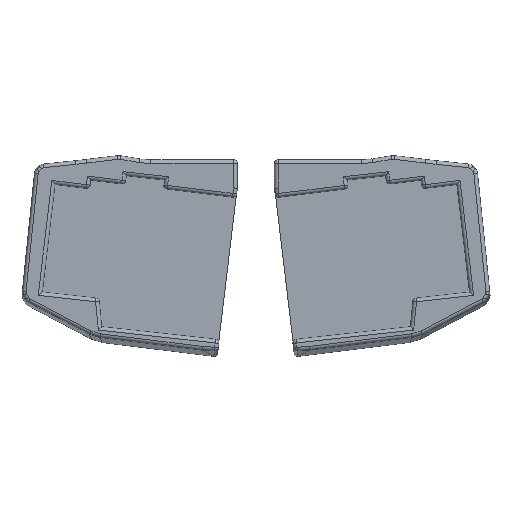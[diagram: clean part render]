
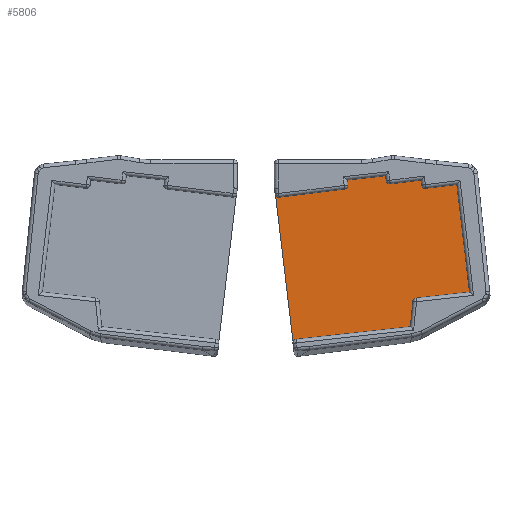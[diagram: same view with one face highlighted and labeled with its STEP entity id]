
A CAD part, top view. The second image highlights one B-rep face of the part: STEP entity #5806.
In plain terms, the highlighted planar face has unit normal (0, 0, 1).
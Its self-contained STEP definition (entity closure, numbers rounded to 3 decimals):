
#95=FACE_BOUND('',#1007,.T.);
#96=FACE_BOUND('',#1008,.T.);
#97=FACE_BOUND('',#1009,.T.);
#98=FACE_BOUND('',#1010,.T.);
#302=PLANE('',#6342);
#646=FACE_OUTER_BOUND('',#1006,.T.);
#1006=EDGE_LOOP('',(#5333,#5334,#5335,#5336,#5337,#5338,#5339,#5340,#5341,
#5342,#5343,#5344,#5345,#5346,#5347,#5348,#5349,#5350,#5351,#5352,#5353,
#5354,#5355,#5356));
#1007=EDGE_LOOP('',(#5357));
#1008=EDGE_LOOP('',(#5358));
#1009=EDGE_LOOP('',(#5359));
#1010=EDGE_LOOP('',(#5360));
#1571=LINE('',#9939,#2129);
#1577=LINE('',#9959,#2135);
#1580=LINE('',#9965,#2138);
#1585=LINE('',#9974,#2143);
#1586=LINE('',#9978,#2144);
#1592=LINE('',#9998,#2150);
#1595=LINE('',#10004,#2153);
#1600=LINE('',#10013,#2158);
#1601=LINE('',#10017,#2159);
#1607=LINE('',#10037,#2165);
#1610=LINE('',#10043,#2168);
#1614=LINE('',#10049,#2172);
#1615=LINE('',#10053,#2173);
#1621=LINE('',#10073,#2179);
#1624=LINE('',#10079,#2182);
#1629=LINE('',#10088,#2187);
#1631=LINE('',#10091,#2189);
#1633=LINE('',#10096,#2191);
#1636=LINE('',#10100,#2194);
#1638=LINE('',#10103,#2196);
#2129=VECTOR('',#7784,10.);
#2135=VECTOR('',#7804,10.);
#2138=VECTOR('',#7809,10.);
#2143=VECTOR('',#7816,10.);
#2144=VECTOR('',#7819,10.);
#2150=VECTOR('',#7839,10.);
#2153=VECTOR('',#7844,10.);
#2158=VECTOR('',#7851,10.);
#2159=VECTOR('',#7854,10.);
#2165=VECTOR('',#7874,10.);
#2168=VECTOR('',#7879,10.);
#2172=VECTOR('',#7885,10.);
#2173=VECTOR('',#7888,10.);
#2179=VECTOR('',#7908,10.);
#2182=VECTOR('',#7913,10.);
#2187=VECTOR('',#7920,10.);
#2189=VECTOR('',#7924,10.);
#2191=VECTOR('',#7928,10.);
#2194=VECTOR('',#7933,10.);
#2196=VECTOR('',#7937,10.);
#2333=CIRCLE('',#6299,1.736);
#2336=CIRCLE('',#6303,0.736);
#2337=CIRCLE('',#6309,1.736);
#2340=CIRCLE('',#6313,0.736);
#2341=CIRCLE('',#6319,1.736);
#2344=CIRCLE('',#6323,0.736);
#2345=CIRCLE('',#6329,1.736);
#2348=CIRCLE('',#6333,0.736);
#2821=VERTEX_POINT('',#9937);
#2822=VERTEX_POINT('',#9938);
#2825=VERTEX_POINT('',#9946);
#2828=VERTEX_POINT('',#9954);
#2829=VERTEX_POINT('',#9958);
#2831=VERTEX_POINT('',#9964);
#2834=VERTEX_POINT('',#9972);
#2835=VERTEX_POINT('',#9976);
#2836=VERTEX_POINT('',#9977);
#2839=VERTEX_POINT('',#9985);
#2842=VERTEX_POINT('',#9993);
#2843=VERTEX_POINT('',#9997);
#2845=VERTEX_POINT('',#10003);
#2848=VERTEX_POINT('',#10011);
#2849=VERTEX_POINT('',#10015);
#2850=VERTEX_POINT('',#10016);
#2853=VERTEX_POINT('',#10024);
#2856=VERTEX_POINT('',#10032);
#2857=VERTEX_POINT('',#10036);
#2859=VERTEX_POINT('',#10042);
#2861=VERTEX_POINT('',#10051);
#2862=VERTEX_POINT('',#10052);
#2865=VERTEX_POINT('',#10060);
#2868=VERTEX_POINT('',#10068);
#2869=VERTEX_POINT('',#10072);
#2871=VERTEX_POINT('',#10078);
#2874=VERTEX_POINT('',#10086);
#2876=VERTEX_POINT('',#10095);
#3621=EDGE_CURVE('',#2821,#2822,#1571,.T.);
#3625=EDGE_CURVE('',#2822,#2825,#2333,.T.);
#3630=EDGE_CURVE('',#2828,#2828,#2336,.T.);
#3631=EDGE_CURVE('',#2825,#2829,#1577,.T.);
#3634=EDGE_CURVE('',#2831,#2829,#1580,.T.);
#3639=EDGE_CURVE('',#2821,#2834,#1585,.T.);
#3640=EDGE_CURVE('',#2835,#2836,#1586,.T.);
#3644=EDGE_CURVE('',#2836,#2839,#2337,.T.);
#3649=EDGE_CURVE('',#2842,#2842,#2340,.T.);
#3650=EDGE_CURVE('',#2839,#2843,#1592,.T.);
#3653=EDGE_CURVE('',#2845,#2843,#1595,.T.);
#3658=EDGE_CURVE('',#2835,#2848,#1600,.T.);
#3659=EDGE_CURVE('',#2849,#2850,#1601,.T.);
#3663=EDGE_CURVE('',#2850,#2853,#2341,.T.);
#3668=EDGE_CURVE('',#2856,#2856,#2344,.T.);
#3669=EDGE_CURVE('',#2853,#2857,#1607,.T.);
#3672=EDGE_CURVE('',#2859,#2857,#1610,.T.);
#3676=EDGE_CURVE('',#2849,#2831,#1614,.T.);
#3677=EDGE_CURVE('',#2861,#2862,#1615,.T.);
#3681=EDGE_CURVE('',#2862,#2865,#2345,.T.);
#3686=EDGE_CURVE('',#2868,#2868,#2348,.T.);
#3687=EDGE_CURVE('',#2865,#2869,#1621,.T.);
#3690=EDGE_CURVE('',#2871,#2869,#1624,.T.);
#3695=EDGE_CURVE('',#2861,#2874,#1629,.T.);
#3697=EDGE_CURVE('',#2848,#2871,#1631,.T.);
#3699=EDGE_CURVE('',#2876,#2845,#1633,.T.);
#3702=EDGE_CURVE('',#2834,#2876,#1636,.T.);
#3704=EDGE_CURVE('',#2874,#2859,#1638,.T.);
#5333=ORIENTED_EDGE('',*,*,#3704,.T.);
#5334=ORIENTED_EDGE('',*,*,#3672,.T.);
#5335=ORIENTED_EDGE('',*,*,#3669,.F.);
#5336=ORIENTED_EDGE('',*,*,#3663,.F.);
#5337=ORIENTED_EDGE('',*,*,#3659,.F.);
#5338=ORIENTED_EDGE('',*,*,#3676,.T.);
#5339=ORIENTED_EDGE('',*,*,#3634,.T.);
#5340=ORIENTED_EDGE('',*,*,#3631,.F.);
#5341=ORIENTED_EDGE('',*,*,#3625,.F.);
#5342=ORIENTED_EDGE('',*,*,#3621,.F.);
#5343=ORIENTED_EDGE('',*,*,#3639,.T.);
#5344=ORIENTED_EDGE('',*,*,#3702,.T.);
#5345=ORIENTED_EDGE('',*,*,#3699,.T.);
#5346=ORIENTED_EDGE('',*,*,#3653,.T.);
#5347=ORIENTED_EDGE('',*,*,#3650,.F.);
#5348=ORIENTED_EDGE('',*,*,#3644,.F.);
#5349=ORIENTED_EDGE('',*,*,#3640,.F.);
#5350=ORIENTED_EDGE('',*,*,#3658,.T.);
#5351=ORIENTED_EDGE('',*,*,#3697,.T.);
#5352=ORIENTED_EDGE('',*,*,#3690,.T.);
#5353=ORIENTED_EDGE('',*,*,#3687,.F.);
#5354=ORIENTED_EDGE('',*,*,#3681,.F.);
#5355=ORIENTED_EDGE('',*,*,#3677,.F.);
#5356=ORIENTED_EDGE('',*,*,#3695,.T.);
#5357=ORIENTED_EDGE('',*,*,#3630,.F.);
#5358=ORIENTED_EDGE('',*,*,#3649,.F.);
#5359=ORIENTED_EDGE('',*,*,#3668,.F.);
#5360=ORIENTED_EDGE('',*,*,#3686,.F.);
#5806=ADVANCED_FACE('',(#646,#95,#96,#97,#98),#302,.T.);
#6299=AXIS2_PLACEMENT_3D('',#9947,#7790,#7791);
#6303=AXIS2_PLACEMENT_3D('',#9956,#7800,#7801);
#6309=AXIS2_PLACEMENT_3D('',#9986,#7825,#7826);
#6313=AXIS2_PLACEMENT_3D('',#9995,#7835,#7836);
#6319=AXIS2_PLACEMENT_3D('',#10025,#7860,#7861);
#6323=AXIS2_PLACEMENT_3D('',#10034,#7870,#7871);
#6329=AXIS2_PLACEMENT_3D('',#10061,#7894,#7895);
#6333=AXIS2_PLACEMENT_3D('',#10070,#7904,#7905);
#6342=AXIS2_PLACEMENT_3D('',#10105,#7940,#7941);
#7784=DIRECTION('',(0.,1.,0.));
#7790=DIRECTION('center_axis',(0.,0.,-1.));
#7791=DIRECTION('ref_axis',(1.,0.,0.));
#7800=DIRECTION('center_axis',(0.,0.,1.));
#7801=DIRECTION('ref_axis',(1.,0.,0.));
#7804=DIRECTION('',(0.,-1.,0.));
#7809=DIRECTION('',(-1.,0.,0.));
#7816=DIRECTION('',(-1.,0.,0.));
#7819=DIRECTION('',(0.,-1.,0.));
#7825=DIRECTION('center_axis',(0.,0.,-1.));
#7826=DIRECTION('ref_axis',(1.,0.,0.));
#7835=DIRECTION('center_axis',(0.,0.,1.));
#7836=DIRECTION('ref_axis',(1.,0.,0.));
#7839=DIRECTION('',(0.,1.,0.));
#7844=DIRECTION('',(1.,0.,0.));
#7851=DIRECTION('',(1.,0.,0.));
#7854=DIRECTION('',(0.,1.,0.));
#7860=DIRECTION('center_axis',(0.,0.,-1.));
#7861=DIRECTION('ref_axis',(1.,0.,0.));
#7870=DIRECTION('center_axis',(0.,0.,1.));
#7871=DIRECTION('ref_axis',(1.,0.,0.));
#7874=DIRECTION('',(0.,-1.,0.));
#7879=DIRECTION('',(-0.999,0.038,0.));
#7885=DIRECTION('',(-0.999,0.038,0.));
#7888=DIRECTION('',(0.525,-0.851,0.));
#7894=DIRECTION('center_axis',(0.,0.,-1.));
#7895=DIRECTION('ref_axis',(1.,0.,0.));
#7904=DIRECTION('center_axis',(0.,0.,1.));
#7905=DIRECTION('ref_axis',(1.,0.,0.));
#7908=DIRECTION('',(-0.525,0.851,0.));
#7913=DIRECTION('',(0.851,0.525,0.));
#7920=DIRECTION('',(0.851,0.525,0.));
#7924=DIRECTION('',(0.99,0.139,0.));
#7928=DIRECTION('',(0.119,-0.993,0.));
#7933=DIRECTION('',(0.,-1.,0.));
#7937=DIRECTION('',(-0.135,0.991,0.));
#7940=DIRECTION('center_axis',(0.,0.,1.));
#7941=DIRECTION('ref_axis',(1.,0.,0.));
#9937=CARTESIAN_POINT('',(139.803,-7.343,-3.951));
#9938=CARTESIAN_POINT('',(139.803,-5.716,-3.951));
#9939=CARTESIAN_POINT('',(139.803,-29.897,-3.951));
#9946=CARTESIAN_POINT('',(143.274,-5.716,-3.951));
#9947=CARTESIAN_POINT('Origin',(141.539,-5.716,-3.951));
#9954=CARTESIAN_POINT('',(140.803,-5.716,-3.951));
#9956=CARTESIAN_POINT('Origin',(141.539,-5.716,-3.951));
#9958=CARTESIAN_POINT('',(143.274,-7.343,-3.951));
#9959=CARTESIAN_POINT('',(143.274,-30.71,-3.951));
#9964=CARTESIAN_POINT('',(183.024,-7.343,-3.951));
#9965=CARTESIAN_POINT('',(138.666,-7.343,-3.951));
#9972=CARTESIAN_POINT('',(138.666,-7.343,-3.951));
#9974=CARTESIAN_POINT('',(138.666,-7.343,-3.951));
#9976=CARTESIAN_POINT('',(153.646,-100.81,-3.951));
#9977=CARTESIAN_POINT('',(153.646,-102.437,-3.951));
#9978=CARTESIAN_POINT('',(153.646,-78.257,-3.951));
#9985=CARTESIAN_POINT('',(150.175,-102.437,-3.951));
#9986=CARTESIAN_POINT('Origin',(151.911,-102.437,-3.951));
#9993=CARTESIAN_POINT('',(151.175,-102.437,-3.951));
#9995=CARTESIAN_POINT('Origin',(151.911,-102.437,-3.951));
#9997=CARTESIAN_POINT('',(150.175,-100.81,-3.951));
#9998=CARTESIAN_POINT('',(150.175,-77.444,-3.951));
#10003=CARTESIAN_POINT('',(148.823,-100.81,-3.951));
#10004=CARTESIAN_POINT('',(161.89,-100.81,-3.951));
#10011=CARTESIAN_POINT('',(161.89,-100.81,-3.951));
#10013=CARTESIAN_POINT('',(161.89,-100.81,-3.951));
#10015=CARTESIAN_POINT('',(234.219,-9.299,-3.951));
#10016=CARTESIAN_POINT('',(234.219,-7.737,-3.951));
#10017=CARTESIAN_POINT('',(234.219,-30.907,-3.951));
#10024=CARTESIAN_POINT('',(237.69,-7.737,-3.951));
#10025=CARTESIAN_POINT('Origin',(235.954,-7.737,-3.951));
#10032=CARTESIAN_POINT('',(235.219,-7.737,-3.951));
#10034=CARTESIAN_POINT('Origin',(235.954,-7.737,-3.951));
#10036=CARTESIAN_POINT('',(237.69,-9.432,-3.951));
#10037=CARTESIAN_POINT('',(237.69,-31.754,-3.951));
#10042=CARTESIAN_POINT('',(239.092,-9.485,-3.951));
#10043=CARTESIAN_POINT('',(183.024,-7.343,-3.951));
#10049=CARTESIAN_POINT('',(183.024,-7.343,-3.951));
#10051=CARTESIAN_POINT('',(247.339,-73.373,-3.951));
#10052=CARTESIAN_POINT('',(248.194,-74.757,-3.951));
#10053=CARTESIAN_POINT('',(236.12,-55.188,-3.951));
#10060=CARTESIAN_POINT('',(245.24,-76.58,-3.951));
#10061=CARTESIAN_POINT('Origin',(246.717,-75.668,-3.951));
#10068=CARTESIAN_POINT('',(245.981,-75.668,-3.951));
#10070=CARTESIAN_POINT('Origin',(246.717,-75.668,-3.951));
#10072=CARTESIAN_POINT('',(244.385,-75.195,-3.951));
#10073=CARTESIAN_POINT('',(232.739,-56.318,-3.951));
#10078=CARTESIAN_POINT('',(214.984,-93.334,-3.951));
#10079=CARTESIAN_POINT('',(247.755,-73.116,-3.951));
#10086=CARTESIAN_POINT('',(247.755,-73.116,-3.951));
#10088=CARTESIAN_POINT('',(247.755,-73.116,-3.951));
#10091=CARTESIAN_POINT('',(214.984,-93.334,-3.951));
#10095=CARTESIAN_POINT('',(138.666,-15.786,-3.951));
#10096=CARTESIAN_POINT('',(148.823,-100.81,-3.951));
#10100=CARTESIAN_POINT('',(138.666,-15.786,-3.951));
#10103=CARTESIAN_POINT('',(239.092,-9.485,-3.951));
#10105=CARTESIAN_POINT('Origin',(193.21,-54.077,-3.951));
